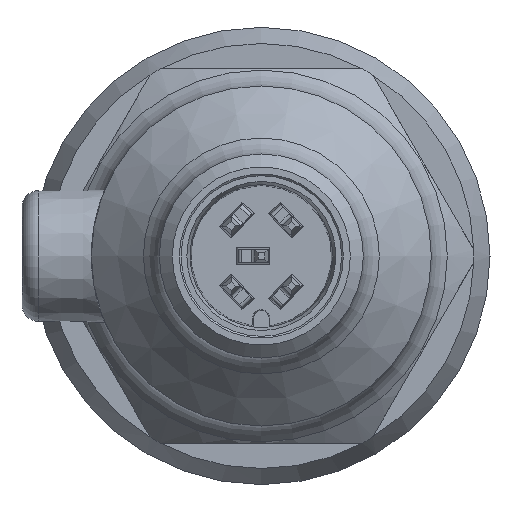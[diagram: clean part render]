
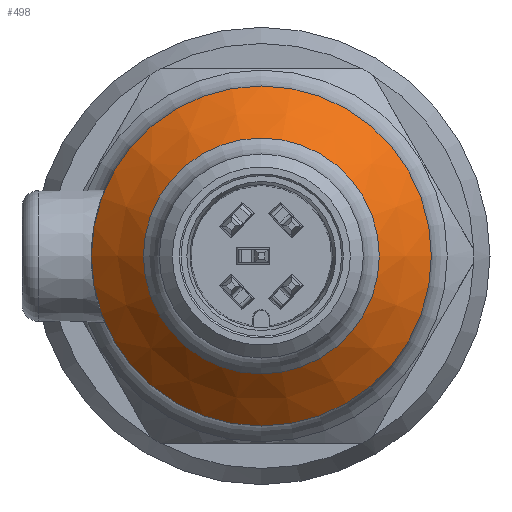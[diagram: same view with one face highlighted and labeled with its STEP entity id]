
A CAD part, left-side view. The second image highlights one B-rep face of the part: STEP entity #498.
In plain terms, the highlighted conical face has half-angle 45 degrees and reference radius 6.937 mm.
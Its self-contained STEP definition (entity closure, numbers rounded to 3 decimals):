
#498 = ADVANCED_FACE( '', ( #1063, #1064 ), #1065, .T. );
#1063 = FACE_OUTER_BOUND( '', #1661, .T. );
#1064 = FACE_BOUND( '', #1662, .T. );
#1065 = CONICAL_SURFACE( '', #1663, 6.937, 0.785 );
#1661 = EDGE_LOOP( '', ( #3027 ) );
#1662 = EDGE_LOOP( '', ( #3028 ) );
#1663 = AXIS2_PLACEMENT_3D( '', #3029, #3030, #3031 );
#3027 = ORIENTED_EDGE( '', *, *, #3689, .F. );
#3028 = ORIENTED_EDGE( '', *, *, #3903, .T. );
#3029 = CARTESIAN_POINT( '', ( -72.563, 0., 0. ) );
#3030 = DIRECTION( '', ( 1., 0., 0. ) );
#3031 = DIRECTION( '', ( 0., 1., 0. ) );
#3689 = EDGE_CURVE( '', #4504, #4504, #4505, .T. );
#3903 = EDGE_CURVE( '', #4776, #4776, #4777, .T. );
#4504 = VERTEX_POINT( '', #5684 );
#4505 = CIRCLE( '', #5685, 10. );
#4776 = VERTEX_POINT( '', #6079 );
#4777 = CIRCLE( '', #6080, 6.937 );
#5684 = CARTESIAN_POINT( '', ( -69.5, 10., 0. ) );
#5685 = AXIS2_PLACEMENT_3D( '', #6555, #6556, #6557 );
#6079 = CARTESIAN_POINT( '', ( -72.563, 6.937, 0. ) );
#6080 = AXIS2_PLACEMENT_3D( '', #6803, #6804, #6805 );
#6555 = CARTESIAN_POINT( '', ( -69.5, 0., 0. ) );
#6556 = DIRECTION( '', ( 1., 0., 0. ) );
#6557 = DIRECTION( '', ( 0., 1., 0. ) );
#6803 = CARTESIAN_POINT( '', ( -72.563, 0., 0. ) );
#6804 = DIRECTION( '', ( 1., 0., 0. ) );
#6805 = DIRECTION( '', ( 0., 1., 0. ) );
